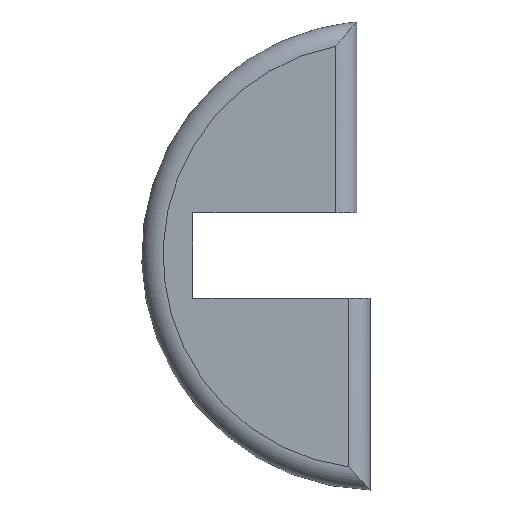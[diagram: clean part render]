
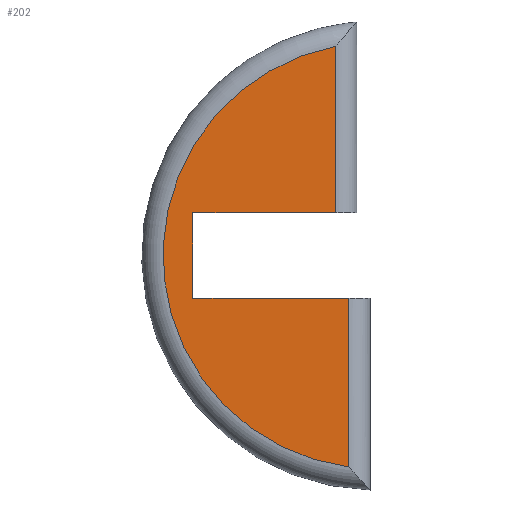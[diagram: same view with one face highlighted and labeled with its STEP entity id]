
A CAD part, top view. The second image highlights one B-rep face of the part: STEP entity #202.
In plain terms, the highlighted planar face has unit normal (0, 0, 1).
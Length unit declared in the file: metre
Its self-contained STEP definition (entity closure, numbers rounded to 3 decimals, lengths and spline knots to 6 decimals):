
#25=CIRCLE('',#232,0.05);
#55=ORIENTED_EDGE('',*,*,#105,.T.);
#56=ORIENTED_EDGE('',*,*,#106,.T.);
#57=ORIENTED_EDGE('',*,*,#83,.T.);
#58=ORIENTED_EDGE('',*,*,#104,.T.);
#59=ORIENTED_EDGE('',*,*,#100,.T.);
#60=ORIENTED_EDGE('',*,*,#107,.T.);
#83=EDGE_CURVE('',#111,#112,#129,.T.);
#100=EDGE_CURVE('',#125,#124,#140,.T.);
#104=EDGE_CURVE('',#112,#125,#144,.T.);
#105=EDGE_CURVE('',#127,#128,#25,.F.);
#106=EDGE_CURVE('',#128,#111,#145,.F.);
#107=EDGE_CURVE('',#124,#127,#146,.T.);
#111=VERTEX_POINT('',#298);
#112=VERTEX_POINT('',#299);
#124=VERTEX_POINT('',#339);
#125=VERTEX_POINT('',#341);
#127=VERTEX_POINT('',#350);
#128=VERTEX_POINT('',#351);
#129=LINE('',#297,#147);
#140=LINE('',#340,#158);
#144=LINE('',#347,#162);
#145=LINE('',#352,#163);
#146=LINE('',#353,#164);
#147=VECTOR('',#243,1.);
#158=VECTOR('',#270,1.);
#162=VECTOR('',#276,1.);
#163=VECTOR('',#281,1.);
#164=VECTOR('',#282,1.);
#171=EDGE_LOOP('',(#55,#56,#57,#58,#59,#60));
#183=FACE_BOUND('',#171,.T.);
#194=PLANE('',#231);
#202=ADVANCED_FACE('',(#183),#194,.F.);
#231=AXIS2_PLACEMENT_3D('',#348,#277,#278);
#232=AXIS2_PLACEMENT_3D('',#349,#279,#280);
#243=DIRECTION('',(-1.,0.,0.));
#270=DIRECTION('',(1.,0.,0.));
#276=DIRECTION('',(0.,1.,0.));
#277=DIRECTION('',(0.,0.,-1.));
#278=DIRECTION('',(1.,0.,0.));
#279=DIRECTION('',(0.,0.,-1.));
#280=DIRECTION('',(-1.,0.,0.));
#281=DIRECTION('',(0.,-1.,0.));
#282=DIRECTION('',(0.,1.,0.));
#297=CARTESIAN_POINT('',(-0.0222,-0.01003,-0.0275));
#298=CARTESIAN_POINT('',(-0.0064,-0.01003,-0.0275));
#299=CARTESIAN_POINT('',(-0.043,-0.01003,-0.0275));
#339=CARTESIAN_POINT('',(-0.0095,0.01003,-0.0275));
#340=CARTESIAN_POINT('',(-0.02375,0.01003,-0.0275));
#341=CARTESIAN_POINT('',(-0.043,0.01003,-0.0275));
#347=CARTESIAN_POINT('',(-0.043,0.,-0.0275));
#348=CARTESIAN_POINT('',(0.,0.,-0.0275));
#349=CARTESIAN_POINT('',(0.,0.,-0.0275));
#350=CARTESIAN_POINT('',(-0.0095,0.049089,-0.0275));
#351=CARTESIAN_POINT('',(-0.0064,-0.049589,-0.0275));
#352=CARTESIAN_POINT('',(-0.0064,-0.01003,-0.0275));
#353=CARTESIAN_POINT('',(-0.0095,0.,-0.0275));
